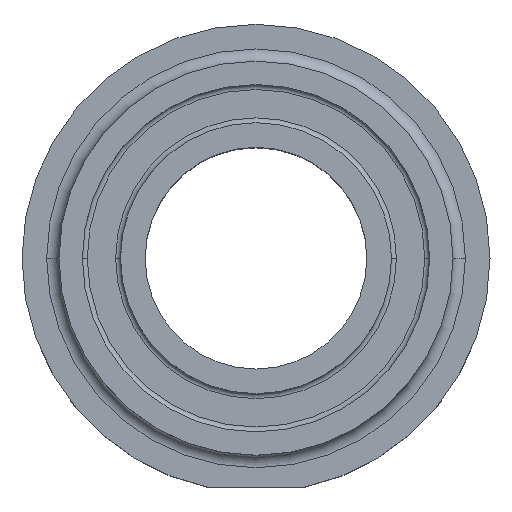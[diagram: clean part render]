
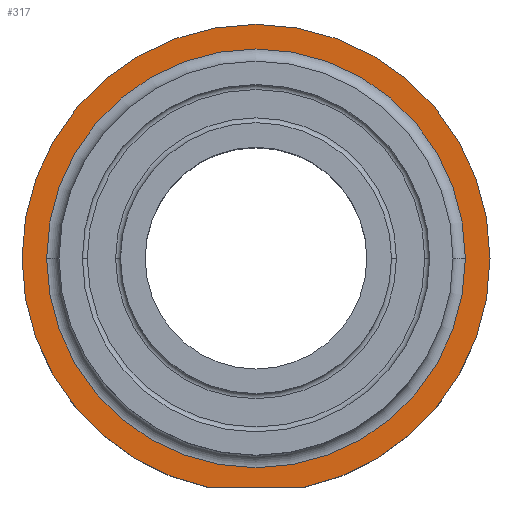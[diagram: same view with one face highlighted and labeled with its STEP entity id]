
A CAD part, top view. The second image highlights one B-rep face of the part: STEP entity #317.
In plain terms, the highlighted planar face has unit normal (0, 0, 1).
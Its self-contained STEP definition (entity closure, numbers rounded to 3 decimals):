
#12 = EDGE_CURVE ( 'NONE', #1508, #1606, #1476, .T. ) ;
#36 = VERTEX_POINT ( 'NONE', #1526 ) ;
#43 = CIRCLE ( 'NONE', #1447, 85. ) ;
#101 = AXIS2_PLACEMENT_3D ( 'NONE', #802, #568, #612 ) ;
#126 = ORIENTED_EDGE ( 'NONE', *, *, #1449, .T. ) ;
#180 = EDGE_CURVE ( 'NONE', #1083, #314, #565, .T. ) ;
#201 = EDGE_CURVE ( 'NONE', #1083, #1508, #524, .T. ) ;
#314 = VERTEX_POINT ( 'NONE', #1146 ) ;
#317 = ADVANCED_FACE ( 'NONE', ( #428, #431 ), #1414, .T. ) ;
#350 = DIRECTION ( 'NONE',  ( 1., 0., 0. ) ) ;
#362 = DIRECTION ( 'NONE',  ( 0., 0., -1. ) ) ;
#369 = CARTESIAN_POINT ( 'NONE',  ( 0., 0., 25. ) ) ;
#389 = DIRECTION ( 'NONE',  ( 0., 0., 1. ) ) ;
#423 = DIRECTION ( 'NONE',  ( 1., 0., 0. ) ) ;
#428 = FACE_BOUND ( 'NONE', #1005, .T. ) ;
#431 = FACE_OUTER_BOUND ( 'NONE', #1345, .T. ) ;
#459 = CARTESIAN_POINT ( 'NONE',  ( 0., 0., 25. ) ) ;
#470 = VECTOR ( 'NONE', #1402, 1000. ) ;
#524 = CIRCLE ( 'NONE', #1120, 95. ) ;
#565 = LINE ( 'NONE', #992, #470 ) ;
#568 = DIRECTION ( 'NONE',  ( 0., 0., 1. ) ) ;
#612 = DIRECTION ( 'NONE',  ( 1., 0., 0. ) ) ;
#649 = CARTESIAN_POINT ( 'NONE',  ( -85., 0., 25. ) ) ;
#668 = CARTESIAN_POINT ( 'NONE',  ( -95., 0., 25. ) ) ;
#687 = VERTEX_POINT ( 'NONE', #649 ) ;
#802 = CARTESIAN_POINT ( 'NONE',  ( 0., 0., 25. ) ) ;
#859 = DIRECTION ( 'NONE',  ( 0., 0., 1. ) ) ;
#860 = AXIS2_PLACEMENT_3D ( 'NONE', #369, #362, #350 ) ;
#912 = CARTESIAN_POINT ( 'NONE',  ( 95., 0., 25. ) ) ;
#952 = DIRECTION ( 'NONE',  ( 1., 0., 0. ) ) ;
#992 = CARTESIAN_POINT ( 'NONE',  ( 0., -93., 25. ) ) ;
#1005 = EDGE_LOOP ( 'NONE', ( #1170, #1218 ) ) ;
#1013 = CIRCLE ( 'NONE', #1342, 95. ) ;
#1083 = VERTEX_POINT ( 'NONE', #1194 ) ;
#1097 = EDGE_CURVE ( 'NONE', #36, #687, #43, .T. ) ;
#1120 = AXIS2_PLACEMENT_3D ( 'NONE', #1465, #1582, #952 ) ;
#1146 = CARTESIAN_POINT ( 'NONE',  ( -19.391, -93., 25. ) ) ;
#1170 = ORIENTED_EDGE ( 'NONE', *, *, #1097, .T. ) ;
#1194 = CARTESIAN_POINT ( 'NONE',  ( 19.391, -93., 25. ) ) ;
#1218 = ORIENTED_EDGE ( 'NONE', *, *, #1378, .T. ) ;
#1269 = DIRECTION ( 'NONE',  ( 1., 0., 0. ) ) ;
#1342 = AXIS2_PLACEMENT_3D ( 'NONE', #1628, #389, #1269 ) ;
#1345 = EDGE_LOOP ( 'NONE', ( #1488, #1364, #1399, #126 ) ) ;
#1364 = ORIENTED_EDGE ( 'NONE', *, *, #201, .T. ) ;
#1365 = DIRECTION ( 'NONE',  ( 1., 0., 0. ) ) ;
#1378 = EDGE_CURVE ( 'NONE', #687, #36, #1542, .T. ) ;
#1399 = ORIENTED_EDGE ( 'NONE', *, *, #12, .T. ) ;
#1402 = DIRECTION ( 'NONE',  ( -1., 0., 0. ) ) ;
#1414 = PLANE ( 'NONE',  #1546 ) ;
#1434 = CARTESIAN_POINT ( 'NONE',  ( 0., 0., 25. ) ) ;
#1447 = AXIS2_PLACEMENT_3D ( 'NONE', #1434, #1650, #423 ) ;
#1449 = EDGE_CURVE ( 'NONE', #1606, #314, #1013, .T. ) ;
#1465 = CARTESIAN_POINT ( 'NONE',  ( 0., 0., 25. ) ) ;
#1476 = CIRCLE ( 'NONE', #101, 95. ) ;
#1488 = ORIENTED_EDGE ( 'NONE', *, *, #180, .F. ) ;
#1508 = VERTEX_POINT ( 'NONE', #912 ) ;
#1526 = CARTESIAN_POINT ( 'NONE',  ( 85., 0., 25. ) ) ;
#1542 = CIRCLE ( 'NONE', #860, 85. ) ;
#1546 = AXIS2_PLACEMENT_3D ( 'NONE', #459, #859, #1365 ) ;
#1582 = DIRECTION ( 'NONE',  ( 0., 0., 1. ) ) ;
#1606 = VERTEX_POINT ( 'NONE', #668 ) ;
#1628 = CARTESIAN_POINT ( 'NONE',  ( 0., 0., 25. ) ) ;
#1650 = DIRECTION ( 'NONE',  ( 0., 0., -1. ) ) ;
